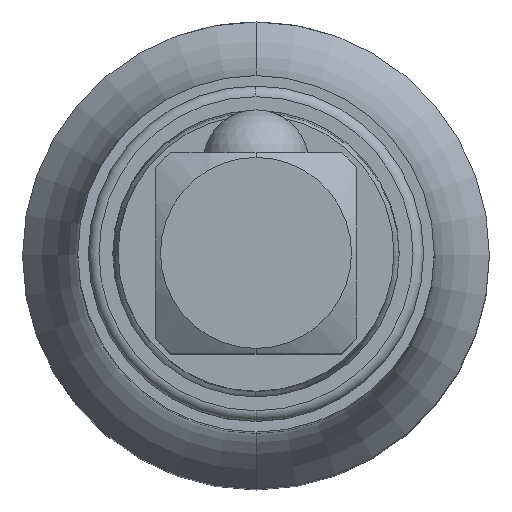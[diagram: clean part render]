
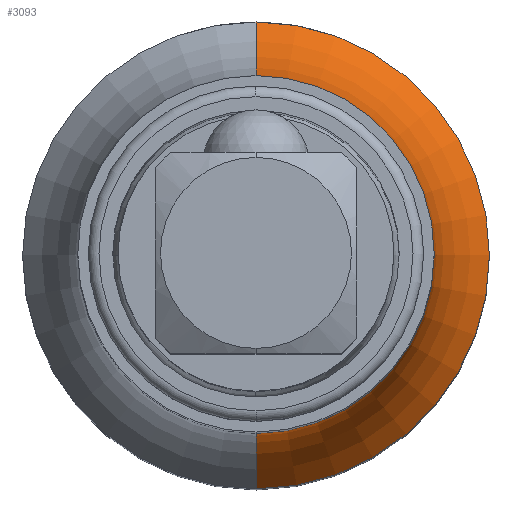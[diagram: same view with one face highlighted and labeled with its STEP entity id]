
A CAD part, top view. The second image highlights one B-rep face of the part: STEP entity #3093.
In plain terms, the highlighted toroidal (fillet/blend) face has major radius 18.4 mm and minor radius 10 mm.
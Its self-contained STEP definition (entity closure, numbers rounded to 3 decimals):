
#2494=CARTESIAN_POINT('',(0.,0.,-31.));
#2495=DIRECTION('',(0.,0.,1.));
#2496=DIRECTION('',(0.,1.,0.));
#2497=AXIS2_PLACEMENT_3D('',#2494,#2495,#2496);
#2536=CARTESIAN_POINT('',(0.,18.4,-37.726));
#2537=DIRECTION('',(-1.,0.,0.));
#2538=DIRECTION('',(0.,-1.,0.));
#2539=AXIS2_PLACEMENT_3D('',#2536,#2537,#2538);
#2544=CARTESIAN_POINT('',(0.,-18.4,-37.726));
#2545=DIRECTION('',(1.,0.,0.));
#2546=DIRECTION('',(0.,1.,0.));
#2547=AXIS2_PLACEMENT_3D('',#2544,#2545,#2546);
#2552=CARTESIAN_POINT('',(0.,0.,-37.726));
#2553=DIRECTION('',(0.,0.,1.));
#2554=DIRECTION('',(0.,1.,0.));
#2555=AXIS2_PLACEMENT_3D('',#2552,#2553,#2554);
#2907=CARTESIAN_POINT('',(0.,11.,-31.));
#2908=VERTEX_POINT('',#2907);
#2925=CARTESIAN_POINT('',(0.,-11.,-31.));
#2926=VERTEX_POINT('',#2925);
#2940=CARTESIAN_POINT('',(0.,8.4,-37.726));
#2942=VERTEX_POINT('',#2940);
#2948=CARTESIAN_POINT('',(0.,-8.4,-37.726));
#2950=VERTEX_POINT('',#2948);
#3079=CARTESIAN_POINT('',(0.,0.,-37.726));
#3080=DIRECTION('',(0.,0.,-1.));
#3081=DIRECTION('',(0.,-1.,0.));
#3082=AXIS2_PLACEMENT_3D('',#3079,#3080,#3081);
#3083=TOROIDAL_SURFACE('',#3082,18.4,10.);
#3085=ORIENTED_EDGE('',*,*,#3084,.T.);
#3086=ORIENTED_EDGE('',*,*,#3070,.T.);
#3088=ORIENTED_EDGE('',*,*,#3087,.F.);
#3090=ORIENTED_EDGE('',*,*,#3089,.F.);
#3091=EDGE_LOOP('',(#3085,#3086,#3088,#3090));
#3092=FACE_OUTER_BOUND('',#3091,.F.);
#3093=ADVANCED_FACE('',(#3092),#3083,.F.);
#2498=CIRCLE('',#2497,11.);
#2540=CIRCLE('',#2539,10.);
#2548=CIRCLE('',#2547,10.);
#2556=CIRCLE('',#2555,8.4);
#3070=EDGE_CURVE('',#2908,#2926,#2498,.T.);
#3084=EDGE_CURVE('',#2942,#2908,#2540,.T.);
#3087=EDGE_CURVE('',#2950,#2926,#2548,.T.);
#3089=EDGE_CURVE('',#2942,#2950,#2556,.T.);
